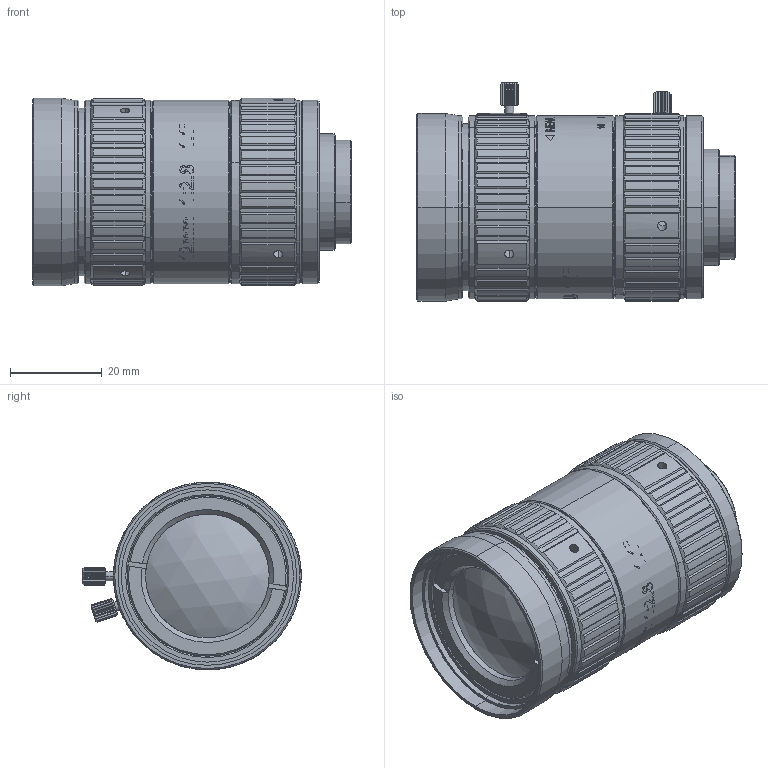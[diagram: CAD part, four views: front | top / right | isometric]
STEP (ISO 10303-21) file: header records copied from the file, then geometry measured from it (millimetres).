
FILE_DESCRIPTION((''),'2;1');
FILE_NAME('12MM1_1INCH_ASM_ASM','2021-08-07T08:38:52',('Administrator'),(''),'CREO PARAMETRIC BY PTC INC, 2020053','CREO PARAMETRIC BY PTC INC, 2020053','');
FILE_SCHEMA(('CONFIG_CONTROL_DESIGN'));
Length unit declared in the file: millimetre
Products named in the file (2): _12MM1_1INCH_ASM; 12MM1_1INCH_ASM_ASM
Assembly tree (1 placements, depth 2):
  12MM1_1INCH_ASM_ASM
    _12MM1_1INCH_ASM
Bounding box: 69.6 x 47.7 x 41 mm (x, y, z)
Volume: 60153.5 mm3; surface area: 28214.5 mm2
Topology: 4 solids, 162 shells, 1295 faces, 3236 edges, 2185 vertices
Faces by surface type: plane 461, cylinder 345, bspline 255, cone 181, extrusion 40, torus 7, sphere 6
Entity records: 55298 total; most frequent: CARTESIAN_POINT 26652, ORIENTED_EDGE 6156, DIRECTION 5078, EDGE_CURVE 3233, VERTEX_POINT 2184, AXIS2_PLACEMENT_3D 1951, EDGE_LOOP 1388, FACE_OUTER_BOUND 1293
